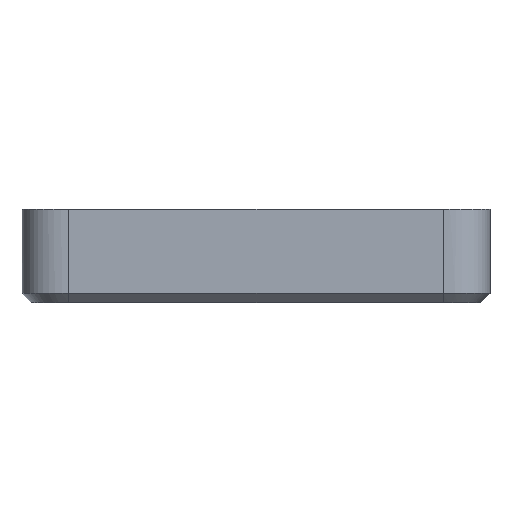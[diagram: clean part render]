
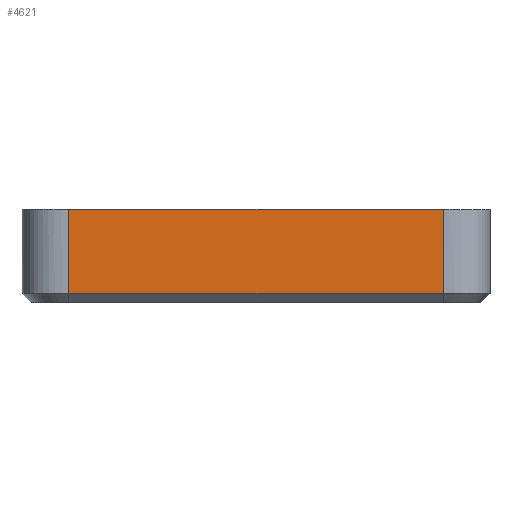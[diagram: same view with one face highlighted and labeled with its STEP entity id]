
A CAD part, left-side view. The second image highlights one B-rep face of the part: STEP entity #4621.
In plain terms, the highlighted planar face has unit normal (-1, 0, 0).
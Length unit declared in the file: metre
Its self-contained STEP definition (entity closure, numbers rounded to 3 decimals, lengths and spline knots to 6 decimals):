
#207=B_SPLINE_CURVE_WITH_KNOTS('',3,(#7289,#7290,#7291,#7292),
 .UNSPECIFIED.,.F.,.F.,(4,4),(0.,0.9),.UNSPECIFIED.);
#208=B_SPLINE_CURVE_WITH_KNOTS('',3,(#7296,#7297,#7298,#7299),
 .UNSPECIFIED.,.F.,.F.,(4,4),(0.1,1.),.UNSPECIFIED.);
#559=ORIENTED_EDGE('',*,*,#1869,.T.);
#560=ORIENTED_EDGE('',*,*,#1870,.T.);
#561=ORIENTED_EDGE('',*,*,#1871,.T.);
#562=ORIENTED_EDGE('',*,*,#1855,.F.);
#1855=EDGE_CURVE('',#2508,#2509,#2909,.T.);
#1869=EDGE_CURVE('',#2508,#2516,#207,.T.);
#1870=EDGE_CURVE('',#2516,#2517,#2913,.T.);
#1871=EDGE_CURVE('',#2517,#2509,#208,.T.);
#2508=VERTEX_POINT('',#7124);
#2509=VERTEX_POINT('',#7125);
#2516=VERTEX_POINT('',#7293);
#2517=VERTEX_POINT('',#7295);
#2909=LINE('',#7123,#3391);
#2913=LINE('',#7294,#3395);
#3391=VECTOR('',#5514,1.);
#3395=VECTOR('',#5522,1.);
#3740=EDGE_LOOP('',(#559,#560,#561,#562));
#4092=FACE_BOUND('',#3740,.T.);
#4409=PLANE('',#4943);
#4621=ADVANCED_FACE('',(#4092),#4409,.F.);
#4943=AXIS2_PLACEMENT_3D('',#7288,#5520,#5521);
#5514=DIRECTION('',(0.,-1.,0.));
#5520=DIRECTION('',(1.,0.,0.));
#5521=DIRECTION('',(0.,1.,0.));
#5522=DIRECTION('',(0.,-1.,0.));
#7123=CARTESIAN_POINT('',(-0.05,0.,0.02));
#7124=CARTESIAN_POINT('',(-0.05,0.04,0.02));
#7125=CARTESIAN_POINT('',(-0.05,-0.04,0.02));
#7288=CARTESIAN_POINT('',(-0.05,0.,0.02));
#7289=CARTESIAN_POINT('',(-0.05,0.04,0.02));
#7290=CARTESIAN_POINT('',(-0.05,0.04,0.014));
#7291=CARTESIAN_POINT('',(-0.05,0.04,0.008));
#7292=CARTESIAN_POINT('',(-0.05,0.04,0.002));
#7293=CARTESIAN_POINT('',(-0.05,0.04,0.002));
#7294=CARTESIAN_POINT('',(-0.05,0.,0.002));
#7295=CARTESIAN_POINT('',(-0.05,-0.04,0.002));
#7296=CARTESIAN_POINT('',(-0.05,-0.04,0.002));
#7297=CARTESIAN_POINT('',(-0.05,-0.04,0.008));
#7298=CARTESIAN_POINT('',(-0.05,-0.04,0.014));
#7299=CARTESIAN_POINT('',(-0.05,-0.04,0.02));
